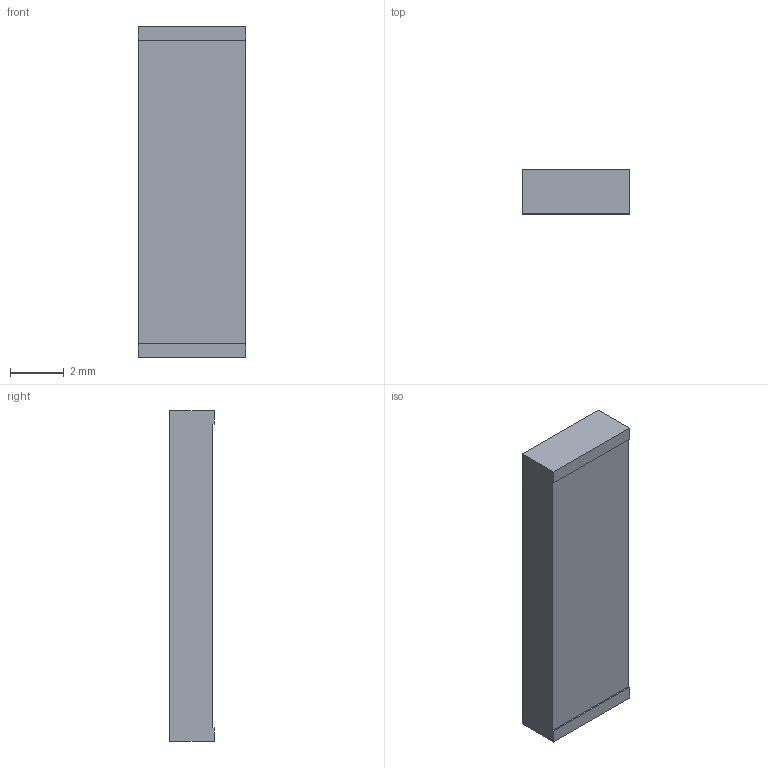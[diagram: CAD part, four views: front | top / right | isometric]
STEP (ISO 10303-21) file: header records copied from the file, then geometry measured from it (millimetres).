
FILE_DESCRIPTION (( 'STEP AP214' ), '1' );
FILE_NAME ('User Library-ANT1204F002R0433A.STEP', '2021-07-03T03:32:00', ( '' ), ( '' ), 'SwSTEP 2.0', 'SolidWorks 2021', '' );
FILE_SCHEMA (( 'AUTOMOTIVE_DESIGN' ));
Length unit declared in the file: millimetre
Products named in the file (1): User Library-ANT1204F002R0433A
Bounding box: 4 x 1.65 x 12.3 mm (x, y, z)
Volume: 78.7 mm3; surface area: 155.7 mm2
Topology: 1 solids, 1 shells, 167 faces, 459 edges, 306 vertices
Faces by surface type: plane 93, bspline 74
Entity records: 5781 total; most frequent: CARTESIAN_POINT 1895, ORIENTED_EDGE 918, DIRECTION 499, EDGE_CURVE 459, LINE 311, VECTOR 311, VERTEX_POINT 306, EDGE_LOOP 179
